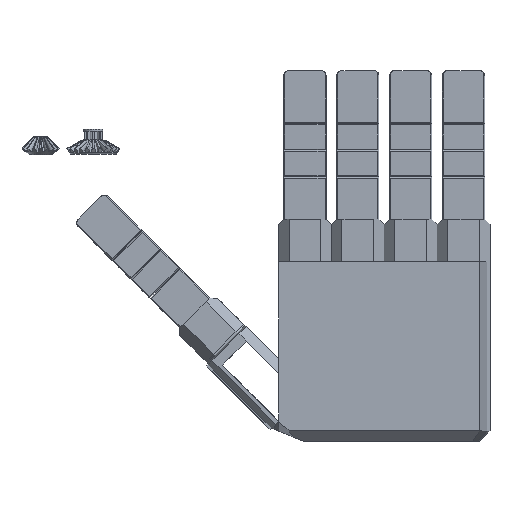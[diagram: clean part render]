
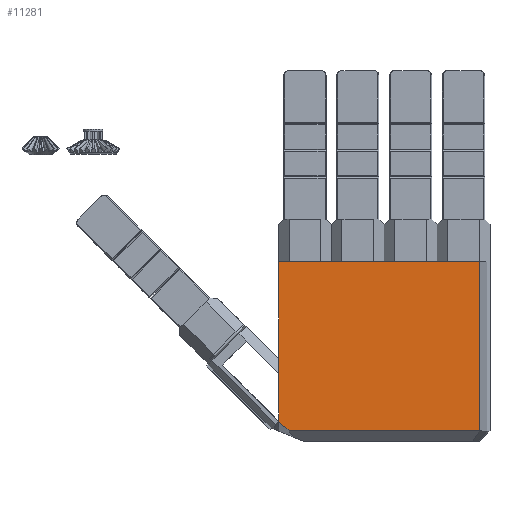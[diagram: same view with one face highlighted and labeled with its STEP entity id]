
A CAD part, front view. The second image highlights one B-rep face of the part: STEP entity #11281.
In plain terms, the highlighted planar face has unit normal (0, -1, 0).
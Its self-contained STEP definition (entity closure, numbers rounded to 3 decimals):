
#968=PLANE('',#12145);
#1623=FACE_OUTER_BOUND('',#2377,.T.);
#2377=EDGE_LOOP('',(#10179,#10180,#10181,#10182,#10183,#10184));
#3235=LINE('',#23637,#4334);
#3427=LINE('',#24167,#4526);
#3432=LINE('',#24174,#4531);
#3439=LINE('',#24190,#4538);
#3440=LINE('',#24192,#4539);
#3441=LINE('',#24193,#4540);
#4334=VECTOR('',#14114,10.);
#4526=VECTOR('',#14584,10.);
#4531=VECTOR('',#14591,10.);
#4538=VECTOR('',#14612,10.);
#4539=VECTOR('',#14613,10.);
#4540=VECTOR('',#14614,10.);
#5640=VERTEX_POINT('',#23631);
#5642=VERTEX_POINT('',#23635);
#5806=VERTEX_POINT('',#24157);
#5809=VERTEX_POINT('',#24166);
#5812=VERTEX_POINT('',#24189);
#5813=VERTEX_POINT('',#24191);
#7044=EDGE_CURVE('',#5640,#5642,#3235,.T.);
#7292=EDGE_CURVE('',#5809,#5806,#3427,.T.);
#7297=EDGE_CURVE('',#5806,#5640,#3432,.T.);
#7304=EDGE_CURVE('',#5642,#5812,#3439,.T.);
#7305=EDGE_CURVE('',#5812,#5813,#3440,.T.);
#7306=EDGE_CURVE('',#5813,#5809,#3441,.T.);
#10179=ORIENTED_EDGE('',*,*,#7044,.T.);
#10180=ORIENTED_EDGE('',*,*,#7304,.T.);
#10181=ORIENTED_EDGE('',*,*,#7305,.T.);
#10182=ORIENTED_EDGE('',*,*,#7306,.T.);
#10183=ORIENTED_EDGE('',*,*,#7292,.T.);
#10184=ORIENTED_EDGE('',*,*,#7297,.T.);
#11281=ADVANCED_FACE('',(#1623),#968,.T.);
#12145=AXIS2_PLACEMENT_3D('',#24188,#14610,#14611);
#14114=DIRECTION('',(0.735,0.,-0.679));
#14584=DIRECTION('',(0.,0.,-1.));
#14591=DIRECTION('',(0.,0.,-1.));
#14610=DIRECTION('center_axis',(0.,-1.,0.));
#14611=DIRECTION('ref_axis',(0.,0.,-1.));
#14612=DIRECTION('',(1.,0.,0.));
#14613=DIRECTION('',(0.,0.,1.));
#14614=DIRECTION('',(-1.,0.,0.));
#23631=CARTESIAN_POINT('',(-2.5,-12.25,-128.081));
#23635=CARTESIAN_POINT('',(2.5,-12.25,-132.7));
#23637=CARTESIAN_POINT('',(-15.488,-12.25,-116.081));
#24157=CARTESIAN_POINT('',(-2.5,-12.25,-105.453));
#24166=CARTESIAN_POINT('',(-2.5,-12.25,-52.7));
#24167=CARTESIAN_POINT('',(-2.5,-12.25,-42.7));
#24174=CARTESIAN_POINT('',(-2.5,-12.25,-42.7));
#24188=CARTESIAN_POINT('Origin',(22.5,-12.25,-42.7));
#24189=CARTESIAN_POINT('',(92.5,-12.25,-132.7));
#24190=CARTESIAN_POINT('',(77.5,-12.25,-132.7));
#24191=CARTESIAN_POINT('',(92.5,-12.25,-52.7));
#24192=CARTESIAN_POINT('',(92.5,-12.25,-42.7));
#24193=CARTESIAN_POINT('',(91.25,-12.25,-52.7));
